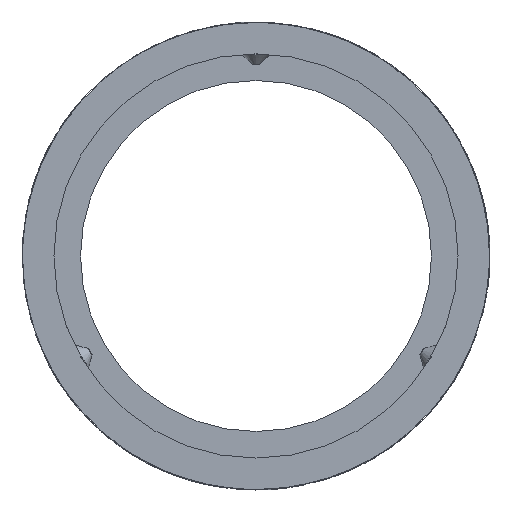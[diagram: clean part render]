
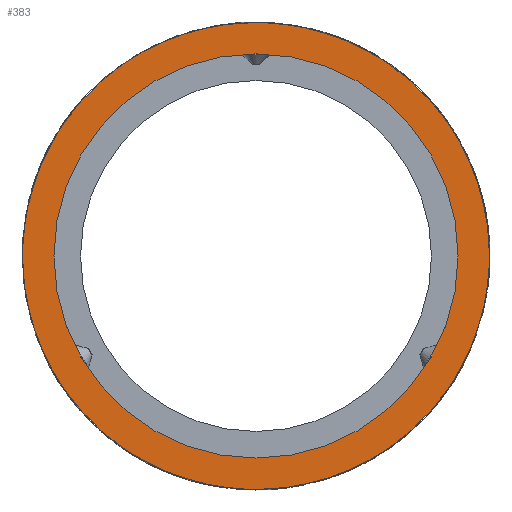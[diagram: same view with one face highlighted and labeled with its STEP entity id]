
A CAD part, left-side view. The second image highlights one B-rep face of the part: STEP entity #383.
In plain terms, the highlighted planar face has unit normal (-1, 0, 0).
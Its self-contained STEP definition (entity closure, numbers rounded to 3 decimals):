
#130=PLANE('',#3357);
#383=ADVANCED_FACE('',(#616,#617),#130,.F.);
#510=CIRCLE('',#3355,19.);
#511=CIRCLE('',#3356,22.);
#616=FACE_BOUND('',#815,.T.);
#617=FACE_BOUND('',#816,.T.);
#815=EDGE_LOOP('',(#1743));
#816=EDGE_LOOP('',(#1744));
#1743=ORIENTED_EDGE('',*,*,#2790,.F.);
#1744=ORIENTED_EDGE('',*,*,#2791,.T.);
#2305=VERTEX_POINT('',#6751);
#2306=VERTEX_POINT('',#6753);
#2790=EDGE_CURVE('',#2305,#2305,#510,.T.);
#2791=EDGE_CURVE('',#2306,#2306,#511,.T.);
#3355=AXIS2_PLACEMENT_3D('',#6750,#3612,#3613);
#3356=AXIS2_PLACEMENT_3D('',#6752,#3614,#3615);
#3357=AXIS2_PLACEMENT_3D('',#6754,#3616,#3617);
#3612=DIRECTION('',(-1.,0.,0.));
#3613=DIRECTION('',(0.,0.,1.));
#3614=DIRECTION('',(-1.,0.,0.));
#3615=DIRECTION('',(0.,0.,1.));
#3616=DIRECTION('',(1.,0.,0.));
#3617=DIRECTION('',(0.,0.,-1.));
#6750=CARTESIAN_POINT('',(0.,0.,0.));
#6751=CARTESIAN_POINT('',(0.,0.,19.));
#6752=CARTESIAN_POINT('',(0.,0.,0.));
#6753=CARTESIAN_POINT('',(0.,0.,22.));
#6754=CARTESIAN_POINT('',(0.,22.,0.));
